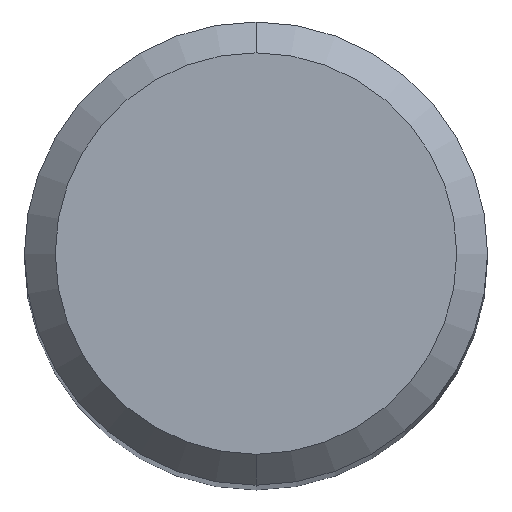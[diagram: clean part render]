
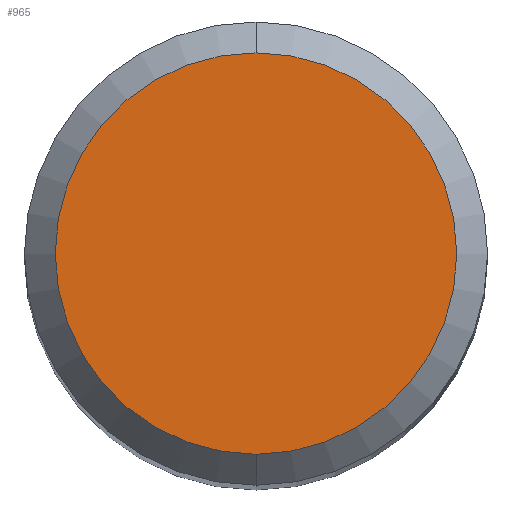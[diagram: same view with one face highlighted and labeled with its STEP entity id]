
A CAD part, top view. The second image highlights one B-rep face of the part: STEP entity #965.
In plain terms, the highlighted planar face has unit normal (0, 0, 1).
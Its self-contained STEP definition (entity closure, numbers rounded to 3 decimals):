
#461=EDGE_CURVE('',#709,#863,#1294,.T.);
#709=VERTEX_POINT('',#1565);
#771=EDGE_CURVE('',#863,#709,#1634,.T.);
#863=VERTEX_POINT('',#1736);
#965=ADVANCED_FACE('',(#1848),#1849,.T.);
#1294=CIRCLE('',#2228,2.6);
#1565=CARTESIAN_POINT('',(0.,-2.6,0.0));
#1634=CIRCLE('',#4027,2.6);
#1736=CARTESIAN_POINT('',(0.0,2.6,0.0));
#1848=FACE_OUTER_BOUND('',#5732,.T.);
#1849=PLANE('',#5733);
#2228=AXIS2_PLACEMENT_3D('',#7234,#7235,#7236);
#4027=AXIS2_PLACEMENT_3D('',#7668,#7669,#7670);
#5732=EDGE_LOOP('',(#7911,#7912));
#5733=AXIS2_PLACEMENT_3D('',#7913,#7914,#7915);
#7234=CARTESIAN_POINT('',(0.0,0.0,0.0));
#7235=DIRECTION('',(0.0,0.0,-1.0));
#7236=DIRECTION('',(0.0,1.0,0.0));
#7668=CARTESIAN_POINT('',(0.0,0.0,0.0));
#7669=DIRECTION('',(0.0,0.0,-1.0));
#7670=DIRECTION('',(0.0,1.0,0.0));
#7911=ORIENTED_EDGE('',*,*,#771,.F.);
#7912=ORIENTED_EDGE('',*,*,#461,.F.);
#7913=CARTESIAN_POINT('',(0.0,1.3,0.0));
#7914=DIRECTION('',(-0.0,0.0,1.0));
#7915=DIRECTION('',(0.0,-1.0,0.0));
